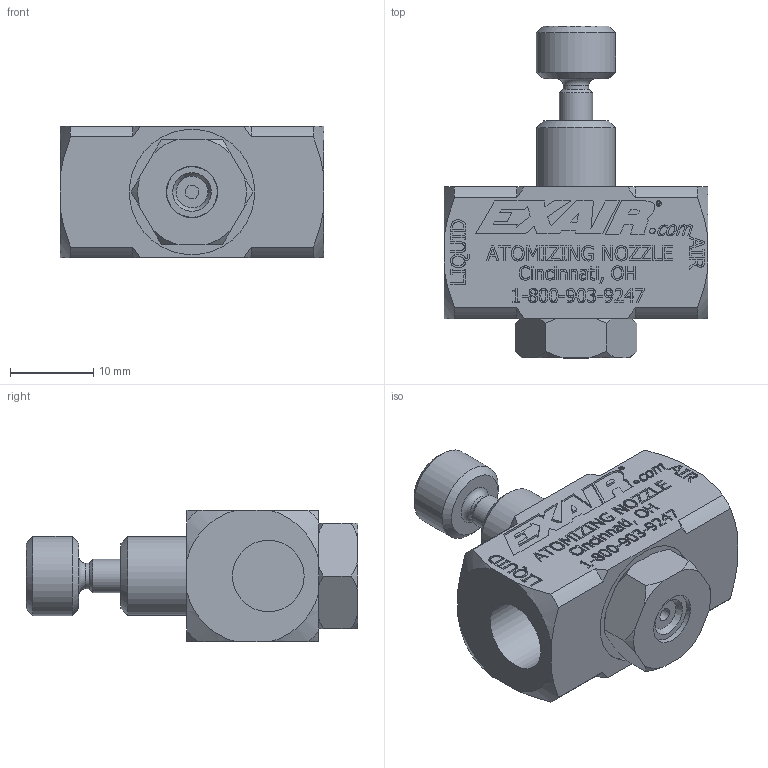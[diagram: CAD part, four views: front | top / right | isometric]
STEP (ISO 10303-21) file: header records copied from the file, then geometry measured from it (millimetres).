
FILE_DESCRIPTION(/* description */ (''),/* implementation_level */ '2;1');
FILE_NAME(/* name */ 'SR8010SS-DIM.stp',/* time_stamp */ '2017-04-11T12:24:16-04:00',/* author */ ('Adam Laub'),/* organization */ (''),/* preprocessor_version */ 'ST-DEVELOPER v16.5',/* originating_system */ 'Autodesk Inventor 2017',/* authorisation */ '');
FILE_SCHEMA (('AUTOMOTIVE_DESIGN { 1 0 10303 214 3 1 1 }'));
Length unit declared in the file: inch
Products named in the file (6): SR8010SS-DIM; 901802-DIM; 901804-DIM; 901803; 901748-DIM; 901765-SR10-DIM
Assembly tree (5 placements, depth 2):
  SR8010SS-DIM
    901802-DIM
    901804-DIM
    901803
    901748-DIM
    901765-SR10-DIM
Bounding box: 31.75 x 39.93 x 15.88 mm (x, y, z)
Volume: 8975.5 mm3; surface area: 5056.4 mm2
Topology: 5 solids, 7 shells, 1404 faces, 3758 edges, 2503 vertices
Faces by surface type: plane 844, bspline 477, cylinder 44, cone 38, torus 1
Full cylindrical faces by diameter (mm): 1.626 x1, 1.981 x1, 3.048 x1, 3.607 x1, 4.006 x1, 5.842 x2, 6.071 x1, 6.159 x1, 6.248 x1, 6.35 x1, 7.95 x1, 8.204 x1, 8.611 x2, 9.525 x3, 9.922 x1, 11.112 x1, 15.088 x1
Entity records: 46441 total; most frequent: CARTESIAN_POINT 14637, ORIENTED_EDGE 7436, DIRECTION 4713, EDGE_CURVE 3718, LINE 2575, VECTOR 2575, VERTEX_POINT 2496, EDGE_LOOP 1574
